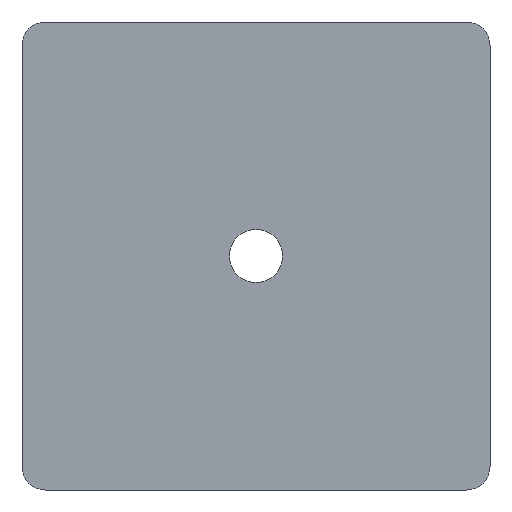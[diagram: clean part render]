
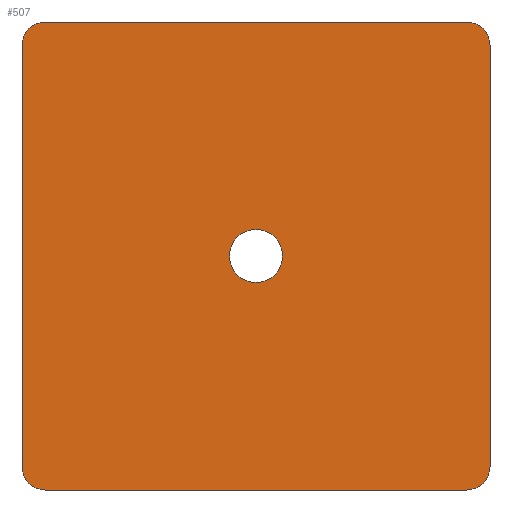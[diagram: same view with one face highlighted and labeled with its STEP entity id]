
A CAD part, front view. The second image highlights one B-rep face of the part: STEP entity #507.
In plain terms, the highlighted planar face has unit normal (0, -1, 0).
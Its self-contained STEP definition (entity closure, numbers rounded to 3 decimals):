
#166 = CARTESIAN_POINT ( 'NONE',  ( 27., 0., 30. ) ) ;
#216 = CIRCLE ( 'NONE', #2944, 3. ) ;
#231 = EDGE_CURVE ( 'NONE', #2651, #1053, #380, .T. ) ;
#246 = CARTESIAN_POINT ( 'NONE',  ( -30., 0., 27. ) ) ;
#303 = ORIENTED_EDGE ( 'NONE', *, *, #2999, .F. ) ;
#311 = EDGE_CURVE ( 'NONE', #1859, #434, #1153, .T. ) ;
#380 = CIRCLE ( 'NONE', #2026, 3. ) ;
#410 = DIRECTION ( 'NONE',  ( 0., 0., 1. ) ) ;
#434 = VERTEX_POINT ( 'NONE', #826 ) ;
#436 = PLANE ( 'NONE',  #2911 ) ;
#475 = CARTESIAN_POINT ( 'NONE',  ( -30., 0., 27. ) ) ;
#503 = AXIS2_PLACEMENT_3D ( 'NONE', #3034, #2534, #3027 ) ;
#507 = ADVANCED_FACE ( 'NONE', ( #2450, #2934 ), #436, .F. ) ;
#592 = CARTESIAN_POINT ( 'NONE',  ( 0., 0., 3.4 ) ) ;
#607 = DIRECTION ( 'NONE',  ( 0., 0., -1. ) ) ;
#660 = DIRECTION ( 'NONE',  ( 0., 1., 0. ) ) ;
#666 = DIRECTION ( 'NONE',  ( 0., 0., 1. ) ) ;
#681 = DIRECTION ( 'NONE',  ( 0., 1., 0. ) ) ;
#683 = VECTOR ( 'NONE', #947, 1000. ) ;
#798 = CIRCLE ( 'NONE', #503, 3.4 ) ;
#826 = CARTESIAN_POINT ( 'NONE',  ( 27., 0., -30. ) ) ;
#878 = CARTESIAN_POINT ( 'NONE',  ( 27., 0., -27. ) ) ;
#897 = EDGE_CURVE ( 'NONE', #924, #2047, #2931, .T. ) ;
#924 = VERTEX_POINT ( 'NONE', #2652 ) ;
#947 = DIRECTION ( 'NONE',  ( 0., 0., 1. ) ) ;
#981 = EDGE_CURVE ( 'NONE', #434, #1060, #2711, .T. ) ;
#1029 = CARTESIAN_POINT ( 'NONE',  ( -27., 0., 30. ) ) ;
#1047 = CARTESIAN_POINT ( 'NONE',  ( 30., 0., -27. ) ) ;
#1053 = VERTEX_POINT ( 'NONE', #1586 ) ;
#1057 = CARTESIAN_POINT ( 'NONE',  ( -27., 0., -30. ) ) ;
#1060 = VERTEX_POINT ( 'NONE', #1057 ) ;
#1088 = LINE ( 'NONE', #2851, #2398 ) ;
#1125 = CARTESIAN_POINT ( 'NONE',  ( 27., 0., -27. ) ) ;
#1126 = VERTEX_POINT ( 'NONE', #1568 ) ;
#1153 = CIRCLE ( 'NONE', #1387, 3. ) ;
#1257 = EDGE_CURVE ( 'NONE', #2976, #1730, #2520, .T. ) ;
#1288 = LINE ( 'NONE', #166, #2713 ) ;
#1295 = CARTESIAN_POINT ( 'NONE',  ( 27., 0., 27. ) ) ;
#1366 = EDGE_LOOP ( 'NONE', ( #1748, #303, #1582, #2151, #1453, #2654, #2721, #2615 ) ) ;
#1387 = AXIS2_PLACEMENT_3D ( 'NONE', #878, #1595, #410 ) ;
#1453 = ORIENTED_EDGE ( 'NONE', *, *, #1257, .F. ) ;
#1468 = CARTESIAN_POINT ( 'NONE',  ( 0., 0., 0. ) ) ;
#1477 = DIRECTION ( 'NONE',  ( 0., -1., 0. ) ) ;
#1505 = EDGE_CURVE ( 'NONE', #1060, #1126, #216, .T. ) ;
#1523 = CARTESIAN_POINT ( 'NONE',  ( 27., 0., 30. ) ) ;
#1547 = DIRECTION ( 'NONE',  ( 0., 0., 1. ) ) ;
#1568 = CARTESIAN_POINT ( 'NONE',  ( -30., 0., -27. ) ) ;
#1582 = ORIENTED_EDGE ( 'NONE', *, *, #231, .F. ) ;
#1586 = CARTESIAN_POINT ( 'NONE',  ( 30., 0., 27. ) ) ;
#1595 = DIRECTION ( 'NONE',  ( 0., 1., 0. ) ) ;
#1625 = AXIS2_PLACEMENT_3D ( 'NONE', #2132, #2374, #2369 ) ;
#1680 = EDGE_LOOP ( 'NONE', ( #2693, #3017 ) ) ;
#1730 = VERTEX_POINT ( 'NONE', #1029 ) ;
#1731 = CARTESIAN_POINT ( 'NONE',  ( 27., 0., -30. ) ) ;
#1748 = ORIENTED_EDGE ( 'NONE', *, *, #311, .F. ) ;
#1846 = VECTOR ( 'NONE', #1982, 1000. ) ;
#1859 = VERTEX_POINT ( 'NONE', #1047 ) ;
#1982 = DIRECTION ( 'NONE',  ( -1., 0., 0. ) ) ;
#2026 = AXIS2_PLACEMENT_3D ( 'NONE', #1295, #2046, #1547 ) ;
#2046 = DIRECTION ( 'NONE',  ( 0., 1., 0. ) ) ;
#2047 = VERTEX_POINT ( 'NONE', #592 ) ;
#2132 = CARTESIAN_POINT ( 'NONE',  ( -27., 0., 27. ) ) ;
#2135 = LINE ( 'NONE', #246, #683 ) ;
#2151 = ORIENTED_EDGE ( 'NONE', *, *, #2244, .F. ) ;
#2174 = DIRECTION ( 'NONE',  ( 0., 0., -1. ) ) ;
#2199 = DIRECTION ( 'NONE',  ( 1., 0., 0. ) ) ;
#2244 = EDGE_CURVE ( 'NONE', #1730, #2651, #1288, .T. ) ;
#2343 = CARTESIAN_POINT ( 'NONE',  ( -27., 0., -27. ) ) ;
#2369 = DIRECTION ( 'NONE',  ( 0., 0., -1. ) ) ;
#2374 = DIRECTION ( 'NONE',  ( 0., 1., 0. ) ) ;
#2398 = VECTOR ( 'NONE', #607, 1000. ) ;
#2450 = FACE_BOUND ( 'NONE', #1680, .T. ) ;
#2520 = CIRCLE ( 'NONE', #1625, 3. ) ;
#2534 = DIRECTION ( 'NONE',  ( 0., -1., 0. ) ) ;
#2576 = EDGE_CURVE ( 'NONE', #2047, #924, #798, .T. ) ;
#2615 = ORIENTED_EDGE ( 'NONE', *, *, #981, .F. ) ;
#2651 = VERTEX_POINT ( 'NONE', #1523 ) ;
#2652 = CARTESIAN_POINT ( 'NONE',  ( 0., 0., -3.4 ) ) ;
#2654 = ORIENTED_EDGE ( 'NONE', *, *, #2950, .F. ) ;
#2693 = ORIENTED_EDGE ( 'NONE', *, *, #897, .F. ) ;
#2711 = LINE ( 'NONE', #1731, #1846 ) ;
#2713 = VECTOR ( 'NONE', #2199, 1000. ) ;
#2721 = ORIENTED_EDGE ( 'NONE', *, *, #1505, .F. ) ;
#2808 = DIRECTION ( 'NONE',  ( 0., 0., 1. ) ) ;
#2851 = CARTESIAN_POINT ( 'NONE',  ( 30., 0., 27. ) ) ;
#2870 = AXIS2_PLACEMENT_3D ( 'NONE', #1468, #1477, #2174 ) ;
#2911 = AXIS2_PLACEMENT_3D ( 'NONE', #1125, #660, #2808 ) ;
#2931 = CIRCLE ( 'NONE', #2870, 3.4 ) ;
#2934 = FACE_OUTER_BOUND ( 'NONE', #1366, .T. ) ;
#2944 = AXIS2_PLACEMENT_3D ( 'NONE', #2343, #681, #666 ) ;
#2950 = EDGE_CURVE ( 'NONE', #1126, #2976, #2135, .T. ) ;
#2976 = VERTEX_POINT ( 'NONE', #475 ) ;
#2999 = EDGE_CURVE ( 'NONE', #1053, #1859, #1088, .T. ) ;
#3017 = ORIENTED_EDGE ( 'NONE', *, *, #2576, .F. ) ;
#3027 = DIRECTION ( 'NONE',  ( 0., 0., -1. ) ) ;
#3034 = CARTESIAN_POINT ( 'NONE',  ( 0., 0., 0. ) ) ;
